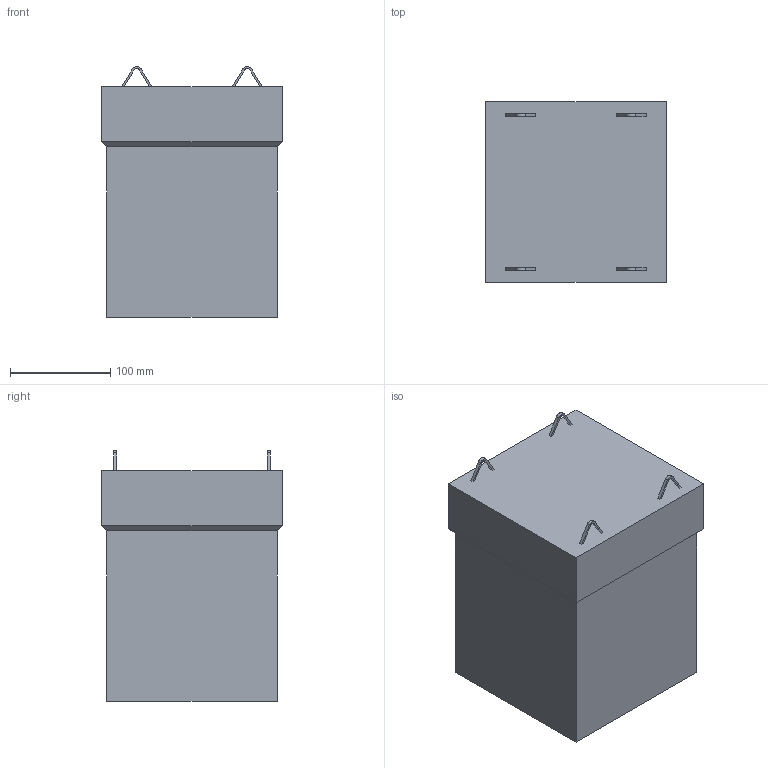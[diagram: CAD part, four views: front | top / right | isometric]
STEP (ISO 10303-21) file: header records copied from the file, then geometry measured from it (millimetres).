
FILE_DESCRIPTION(/* description */ ('Unknown'),/* implementation_level */ '2;1');
FILE_NAME(/* name */ 'SNP 7460 K LED 230V',/* time_stamp */ '2018-06-19T11:55:03+02:00',/* author */ ('Unknown'),/* organization */ ('Unknown'),/* preprocessor_version */ 'ST-DEVELOPER v16.7',/* originating_system */ 'DEX',/* authorisation */ $);
FILE_SCHEMA (('AUTOMOTIVE_DESIGN {1 0 10303 214 3 1 1}'));
Length unit declared in the file: millimetre
Products named in the file (1): Part6
Bounding box: 180 x 180 x 250 mm (x, y, z)
Volume: 6849323.4 mm3; surface area: 223321.5 mm2
Topology: 1 solids, 1 shells, 46 faces, 124 edges, 80 vertices
Faces by surface type: plane 38, cylinder 8
Entity records: 1466 total; most frequent: CARTESIAN_POINT 251, ORIENTED_EDGE 248, DIRECTION 234, EDGE_CURVE 124, LINE 108, VECTOR 108, VERTEX_POINT 80, AXIS2_PLACEMENT_3D 63
